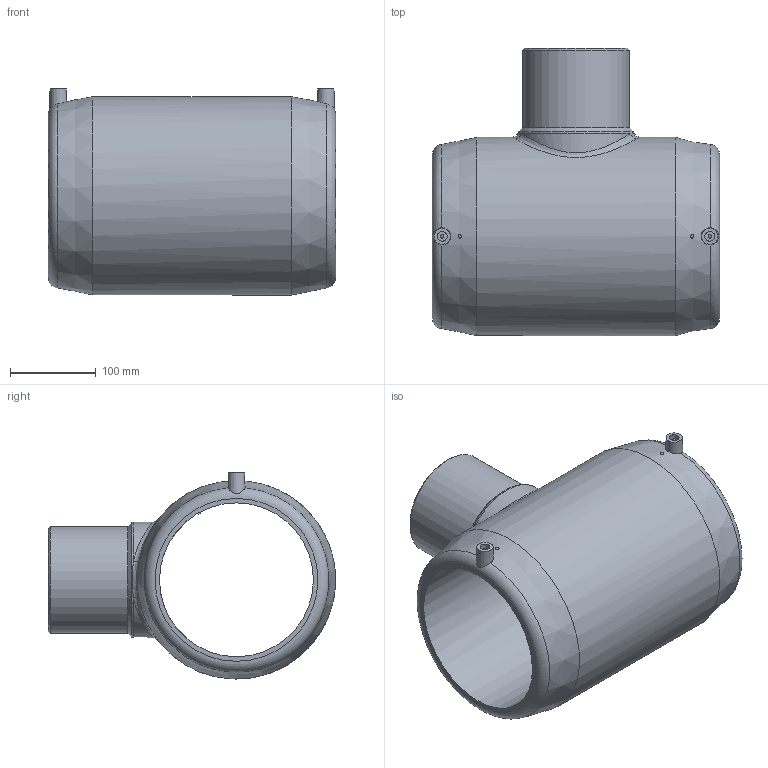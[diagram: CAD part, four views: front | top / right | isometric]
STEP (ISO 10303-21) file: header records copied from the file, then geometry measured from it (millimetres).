
FILE_DESCRIPTION(/* description */ ('Unknown'),/* implementation_level */ '2;1');
FILE_NAME(/* name */ 'TREP180125C',/* time_stamp */ '2021-01-25T16:03:20+01:00',/* author */ ('Unknown'),/* organization */ ('Unknown'),/* preprocessor_version */ 'ST-DEVELOPER v16.7',/* originating_system */ 'Solid Edge',/* authorisation */ 'Unknown');
FILE_SCHEMA (('AUTOMOTIVE_DESIGN {1 0 10303 214 3 1 1}'));
Length unit declared in the file: millimetre
Products named in the file (1): TREP180125C
Bounding box: 336 x 336 x 241 mm (x, y, z)
Volume: 5532996.9 mm3; surface area: 522072 mm2
Topology: 1 solids, 1 shells, 41 faces, 90 edges, 58 vertices
Faces by surface type: plane 16, cylinder 12, cone 6, bspline 4, torus 3
Full cylindrical faces by diameter (mm): 4 x4, 11.5 x2, 102.2 x1, 125 x1, 180 x1, 232 x1
Entity records: 1395 total; most frequent: CARTESIAN_POINT 628, DIRECTION 152, ORIENTED_EDGE 116, EDGE_LOOP 72, FACE_BOUND 72, AXIS2_PLACEMENT_3D 71, EDGE_CURVE 58, VERTEX_POINT 46
